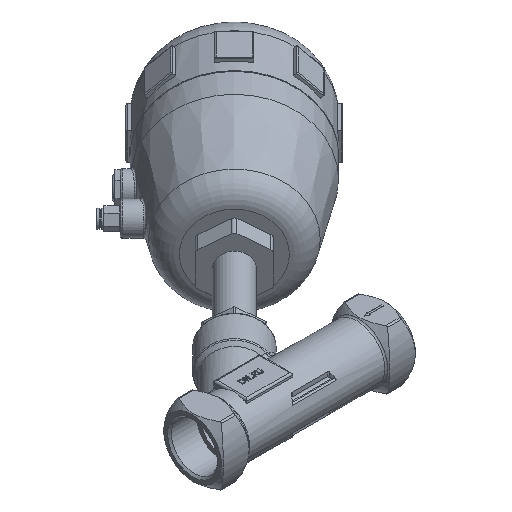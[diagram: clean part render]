
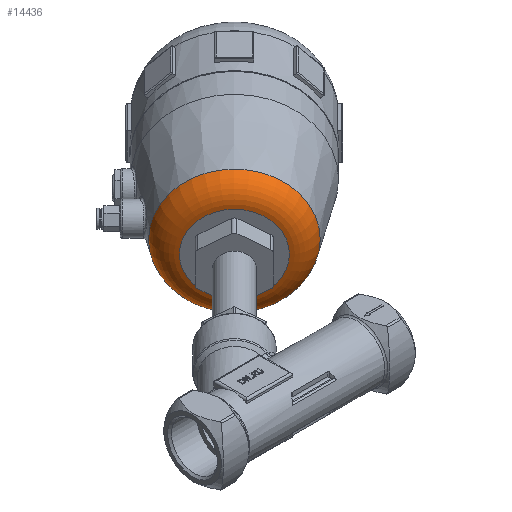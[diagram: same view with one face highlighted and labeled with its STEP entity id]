
A CAD part, isometric view. The second image highlights one B-rep face of the part: STEP entity #14436.
In plain terms, the highlighted toroidal (fillet/blend) face has major radius 21.054 mm and minor radius 12 mm.
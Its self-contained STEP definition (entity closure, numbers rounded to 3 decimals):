
#155=TOROIDAL_SURFACE('',#15660,21.054,12.);
#3139=FACE_OUTER_BOUND('',#3994,.T.);
#3994=EDGE_LOOP('',(#12881,#12882,#12883,#12884));
#4668=CIRCLE('',#15653,21.054);
#4675=CIRCLE('',#15661,32.872);
#4676=CIRCLE('',#15662,12.);
#6834=VERTEX_POINT('',#57976);
#6847=VERTEX_POINT('',#58003);
#8878=EDGE_CURVE('',#6834,#6834,#4668,.T.);
#8891=EDGE_CURVE('',#6847,#6847,#4675,.T.);
#8892=EDGE_CURVE('',#6847,#6834,#4676,.T.);
#12881=ORIENTED_EDGE('',*,*,#8891,.T.);
#12882=ORIENTED_EDGE('',*,*,#8892,.T.);
#12883=ORIENTED_EDGE('',*,*,#8878,.T.);
#12884=ORIENTED_EDGE('',*,*,#8892,.F.);
#14436=ADVANCED_FACE('',(#3139),#155,.T.);
#15653=AXIS2_PLACEMENT_3D('',#57977,#18232,#18233);
#15660=AXIS2_PLACEMENT_3D('',#58002,#18252,#18253);
#15661=AXIS2_PLACEMENT_3D('',#58004,#18254,#18255);
#15662=AXIS2_PLACEMENT_3D('',#58005,#18256,#18257);
#18232=DIRECTION('center_axis',(-1.,0.,0.));
#18233=DIRECTION('ref_axis',(0.,0.,1.));
#18252=DIRECTION('center_axis',(-1.,0.,0.));
#18253=DIRECTION('ref_axis',(0.,0.,1.));
#18254=DIRECTION('center_axis',(1.,0.,0.));
#18255=DIRECTION('ref_axis',(0.,0.,1.));
#18256=DIRECTION('center_axis',(0.,-1.,0.));
#18257=DIRECTION('ref_axis',(0.,0.,-1.));
#57976=CARTESIAN_POINT('',(110.1,0.,-21.054));
#57977=CARTESIAN_POINT('Origin',(110.1,0.,0.));
#58002=CARTESIAN_POINT('Origin',(98.1,0.,0.));
#58003=CARTESIAN_POINT('',(100.184,0.,-32.872));
#58004=CARTESIAN_POINT('Origin',(100.184,0.,
0.));
#58005=CARTESIAN_POINT('Origin',(98.1,0.,-21.054));
